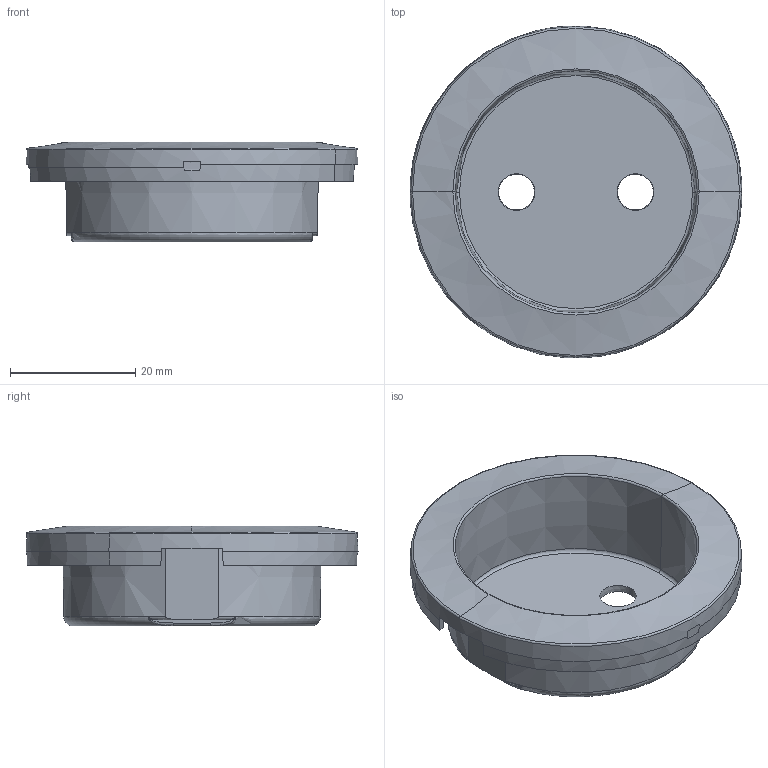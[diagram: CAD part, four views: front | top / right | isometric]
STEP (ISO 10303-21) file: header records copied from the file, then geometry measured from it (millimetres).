
FILE_DESCRIPTION(('CATIA V5 STEP Exchange','CAx-IF Rec.Pracs.--- Model Styling and Organization---1.5--- 2016-08-15','CAx-IF Rec.Pracs.---Supplemental Geometry---1.0---2011-11-01','CAx-IF Rec.Pracs.--- Composite Materials ---1.1---2010-07-15'),'2;1');
FILE_NAME('CB0110s.stp','2024-02-28T10:16:00+00:00',('none'),('none'),'CATIA Version 5-6 Release 2020 SP5','CATIA V5 STEP AP214 v2','none');
FILE_SCHEMA(('AUTOMOTIVE_DESIGN { 1 0 10303 214 1 1 1 1 }'));
Length unit declared in the file: millimetre
Products named in the file (1): ED09841_A
Bounding box: 52.96 x 53.04 x 15.97 mm (x, y, z)
Volume: 5764.4 mm3; surface area: 9153.3 mm2
Topology: 1 solids, 1 shells, 91 faces, 278 edges, 189 vertices
Faces by surface type: plane 35, cone 18, torus 18, cylinder 8, bspline 8, revolution 4
Entity records: 4044 total; most frequent: CARTESIAN_POINT 1865, ORIENTED_EDGE 556, EDGE_CURVE 278, DIRECTION 272, VERTEX_POINT 189, B_SPLINE_CURVE_WITH_KNOTS 142, AXIS2_PLACEMENT_3D 141, EDGE_LOOP 95
